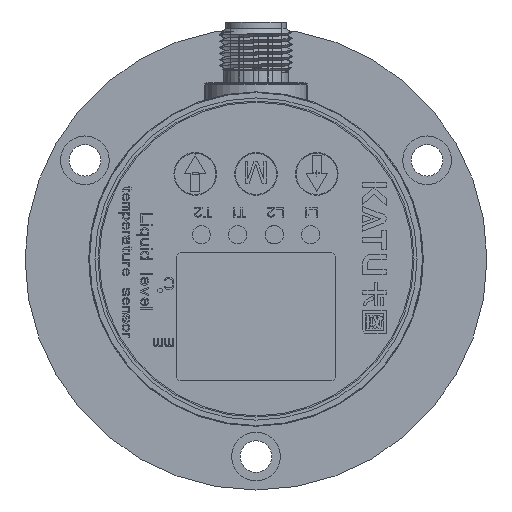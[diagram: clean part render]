
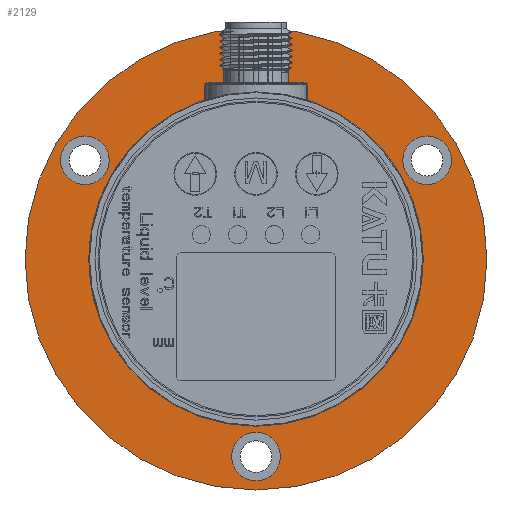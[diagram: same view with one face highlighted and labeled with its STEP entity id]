
A CAD part, left-side view. The second image highlights one B-rep face of the part: STEP entity #2129.
In plain terms, the highlighted planar face has unit normal (-1, 0, 0).
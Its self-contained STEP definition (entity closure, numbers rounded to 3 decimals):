
#482=FACE_BOUND('',#5114,.T.);
#483=FACE_BOUND('',#5115,.T.);
#484=FACE_BOUND('',#5116,.T.);
#485=FACE_BOUND('',#5117,.T.);
#486=FACE_BOUND('',#5118,.T.);
#716=PLANE('',#27960);
#2129=ADVANCED_FACE('',(#482,#483,#484,#485,#486),#716,.F.);
#5114=EDGE_LOOP('',(#14023));
#5115=EDGE_LOOP('',(#14024));
#5116=EDGE_LOOP('',(#14025));
#5117=EDGE_LOOP('',(#14026));
#5118=EDGE_LOOP('',(#14027,#14028));
#6537=LINE('',#41948,#10004);
#10004=VECTOR('',#29922,1.);
#14023=ORIENTED_EDGE('',*,*,#23918,.F.);
#14024=ORIENTED_EDGE('',*,*,#23919,.F.);
#14025=ORIENTED_EDGE('',*,*,#23920,.F.);
#14026=ORIENTED_EDGE('',*,*,#23921,.F.);
#14027=ORIENTED_EDGE('',*,*,#23911,.T.);
#14028=ORIENTED_EDGE('',*,*,#23916,.F.);
#21266=VERTEX_POINT('',#41939);
#21267=VERTEX_POINT('',#41940);
#21271=VERTEX_POINT('',#41953);
#21272=VERTEX_POINT('',#41955);
#21273=VERTEX_POINT('',#41957);
#21274=VERTEX_POINT('',#41959);
#23911=EDGE_CURVE('',#21266,#21267,#27584,.T.);
#23916=EDGE_CURVE('',#21266,#21267,#6537,.T.);
#23918=EDGE_CURVE('',#21271,#21271,#27587,.T.);
#23919=EDGE_CURVE('',#21272,#21272,#27588,.T.);
#23920=EDGE_CURVE('',#21273,#21273,#27589,.T.);
#23921=EDGE_CURVE('',#21274,#21274,#27590,.T.);
#27584=CIRCLE('',#27951,27.5);
#27587=CIRCLE('',#27956,38.);
#27588=CIRCLE('',#27957,4.);
#27589=CIRCLE('',#27958,4.);
#27590=CIRCLE('',#27959,4.);
#27951=AXIS2_PLACEMENT_3D('',#41938,#29913,#29914);
#27956=AXIS2_PLACEMENT_3D('',#41952,#29927,#29928);
#27957=AXIS2_PLACEMENT_3D('',#41954,#29929,#29930);
#27958=AXIS2_PLACEMENT_3D('',#41956,#29931,#29932);
#27959=AXIS2_PLACEMENT_3D('',#41958,#29933,#29934);
#27960=AXIS2_PLACEMENT_3D('',#41960,#29935,#29936);
#29913=DIRECTION('',(1.,0.,0.));
#29914=DIRECTION('',(0.,0.,-1.));
#29922=DIRECTION('',(0.,1.,0.));
#29927=DIRECTION('',(1.,0.,0.));
#29928=DIRECTION('',(0.,0.,-1.));
#29929=DIRECTION('',(-1.,0.,0.));
#29930=DIRECTION('',(0.,-1.,0.));
#29931=DIRECTION('',(-1.,0.,0.));
#29932=DIRECTION('',(0.,-1.,0.));
#29933=DIRECTION('',(-1.,0.,0.));
#29934=DIRECTION('',(0.,-1.,0.));
#29935=DIRECTION('',(1.,0.,0.));
#29936=DIRECTION('',(0.,-1.,0.));
#41938=CARTESIAN_POINT('',(42.,38.019,-39.));
#41939=CARTESIAN_POINT('',(42.,29.061,-13.));
#41940=CARTESIAN_POINT('',(42.,46.977,-13.));
#41948=CARTESIAN_POINT('',(42.,29.061,-13.));
#41952=CARTESIAN_POINT('',(42.,38.019,-39.));
#41953=CARTESIAN_POINT('',(42.,38.019,-77.));
#41954=CARTESIAN_POINT('',(42.,38.019,-71.5));
#41955=CARTESIAN_POINT('',(42.,34.019,-71.5));
#41956=CARTESIAN_POINT('',(42.,9.873,-22.75));
#41957=CARTESIAN_POINT('',(42.,5.873,-22.75));
#41958=CARTESIAN_POINT('',(42.,66.165,-22.75));
#41959=CARTESIAN_POINT('',(42.,62.165,-22.75));
#41960=CARTESIAN_POINT('',(42.,38.019,-39.));
